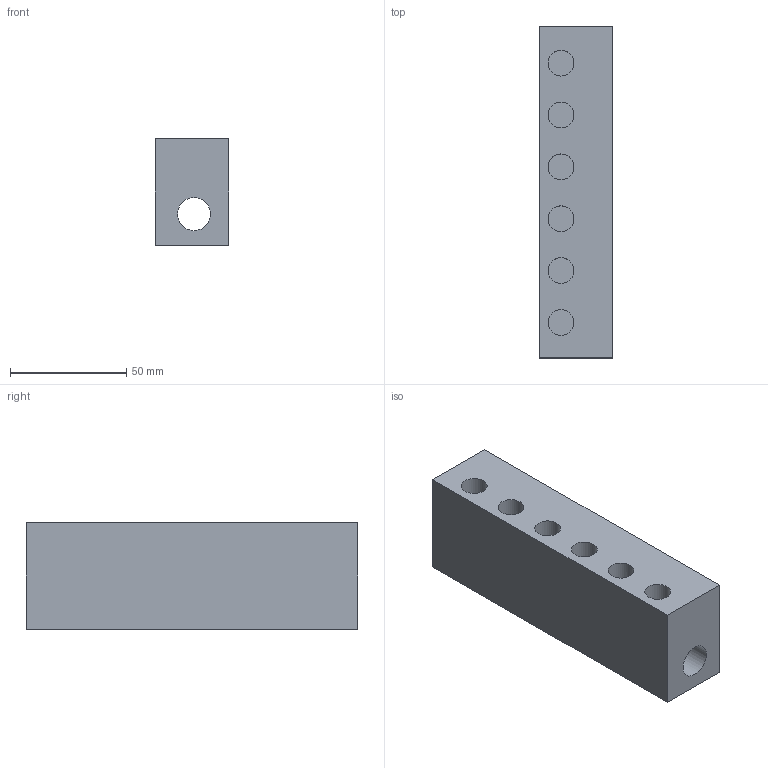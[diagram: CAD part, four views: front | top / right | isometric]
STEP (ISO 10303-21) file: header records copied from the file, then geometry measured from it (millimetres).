
FILE_DESCRIPTION(/* description */ (''),/* implementation_level */ '2;1');
FILE_NAME(/* name */ 'SX10_manifold6_011419.stp',/* time_stamp */ '2019-01-14T13:12:47-08:00',/* author */ ('Brian'),/* organization */ (''),/* preprocessor_version */ 'ST-DEVELOPER v17',/* originating_system */ 'Autodesk Inventor 2019',/* authorisation */ '');
FILE_SCHEMA (('AUTOMOTIVE_DESIGN { 1 0 10303 214 3 1 1 }'));
Length unit declared in the file: inch
Products named in the file (1): SX10_manifold6
Bounding box: 31.75 x 143 x 46 mm (x, y, z)
Volume: 169428.2 mm3; surface area: 39191.3 mm2
Topology: 1 solids, 1 shells, 67 faces, 214 edges, 155 vertices
Faces by surface type: cylinder 31, cone 24, plane 12
Full cylindrical faces by diameter (mm): 3 x12, 4 x12, 11.1 x6, 14.287 x1
Entity records: 2917 total; most frequent: CARTESIAN_POINT 899, DIRECTION 413, ORIENTED_EDGE 404, EDGE_CURVE 202, AXIS2_PLACEMENT_3D 179, VERTEX_POINT 155, EDGE_LOOP 111, CIRCLE 111
